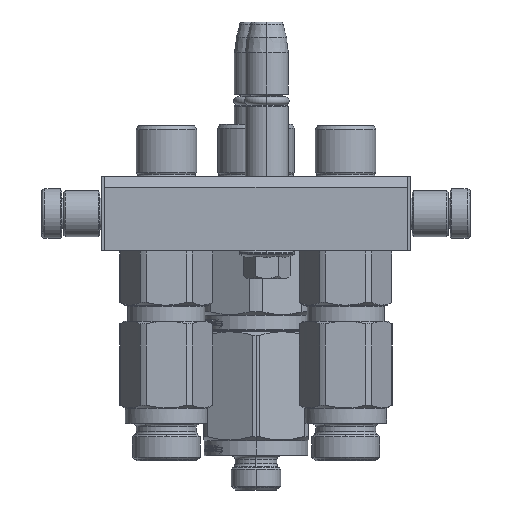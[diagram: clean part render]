
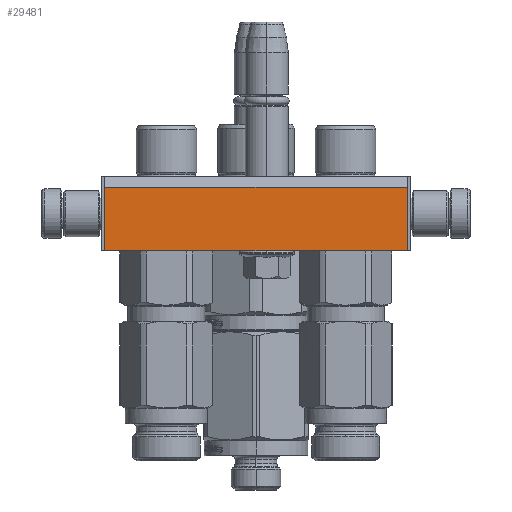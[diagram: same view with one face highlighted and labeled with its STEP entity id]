
A CAD part, left-side view. The second image highlights one B-rep face of the part: STEP entity #29481.
In plain terms, the highlighted face is planar.
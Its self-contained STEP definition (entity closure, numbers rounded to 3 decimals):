
#4032 = DIRECTION ( 'NONE',  ( 1., 0., 0. ) ) ;
#4688 = VERTEX_POINT ( 'NONE', #48723 ) ;
#5079 = VERTEX_POINT ( 'NONE', #56983 ) ;
#6120 = VECTOR ( 'NONE', #35801, 1000. ) ;
#6599 = LINE ( 'NONE', #19500, #47706 ) ;
#8102 = LINE ( 'NONE', #23095, #55021 ) ;
#9562 = VECTOR ( 'NONE', #18450, 1000. ) ;
#18450 = DIRECTION ( 'NONE',  ( 0., 1., 0. ) ) ;
#18928 = VERTEX_POINT ( 'NONE', #37240 ) ;
#19101 = DIRECTION ( 'NONE',  ( 0., 0., 1. ) ) ;
#19500 = CARTESIAN_POINT ( 'NONE',  ( -20., 24., 24. ) ) ;
#23095 = CARTESIAN_POINT ( 'NONE',  ( -20., 3.464, 24. ) ) ;
#23613 = ORIENTED_EDGE ( 'NONE', *, *, #52249, .T. ) ;
#23956 = CARTESIAN_POINT ( 'NONE',  ( -21., 0., 24. ) ) ;
#24432 = ORIENTED_EDGE ( 'NONE', *, *, #48531, .F. ) ;
#24579 = DIRECTION ( 'NONE',  ( 1., 0., 0. ) ) ;
#28247 = EDGE_CURVE ( 'NONE', #18928, #4688, #45786, .T. ) ;
#28646 = PLANE ( 'NONE',  #48297 ) ;
#29481 = ADVANCED_FACE ( 'NONE', ( #44122 ), #28646, .T. ) ;
#29619 = EDGE_CURVE ( 'NONE', #5079, #4688, #6599, .T. ) ;
#35801 = DIRECTION ( 'NONE',  ( 0., 1., 0. ) ) ;
#37240 = CARTESIAN_POINT ( 'NONE',  ( 78., 3.464, 24. ) ) ;
#37324 = EDGE_LOOP ( 'NONE', ( #48273, #24432, #23613, #55391 ) ) ;
#40949 = CARTESIAN_POINT ( 'NONE',  ( -20., 3.464, 24. ) ) ;
#43963 = VERTEX_POINT ( 'NONE', #57479 ) ;
#44122 = FACE_OUTER_BOUND ( 'NONE', #37324, .T. ) ;
#45786 = LINE ( 'NONE', #53153, #6120 ) ;
#46592 = DIRECTION ( 'NONE',  ( 1., 0., 0. ) ) ;
#47706 = VECTOR ( 'NONE', #24579, 1000. ) ;
#48273 = ORIENTED_EDGE ( 'NONE', *, *, #29619, .F. ) ;
#48297 = AXIS2_PLACEMENT_3D ( 'NONE', #23956, #19101, #46592 ) ;
#48531 = EDGE_CURVE ( 'NONE', #43963, #5079, #49962, .T. ) ;
#48723 = CARTESIAN_POINT ( 'NONE',  ( 78., 24., 24. ) ) ;
#49962 = LINE ( 'NONE', #40949, #9562 ) ;
#52249 = EDGE_CURVE ( 'NONE', #43963, #18928, #8102, .T. ) ;
#53153 = CARTESIAN_POINT ( 'NONE',  ( 78., 3.464, 24. ) ) ;
#55021 = VECTOR ( 'NONE', #4032, 1000. ) ;
#55391 = ORIENTED_EDGE ( 'NONE', *, *, #28247, .T. ) ;
#56983 = CARTESIAN_POINT ( 'NONE',  ( -20., 24., 24. ) ) ;
#57479 = CARTESIAN_POINT ( 'NONE',  ( -20., 3.464, 24. ) ) ;
